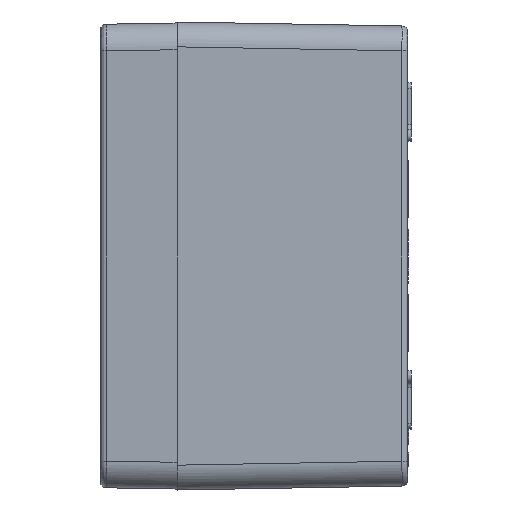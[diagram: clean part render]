
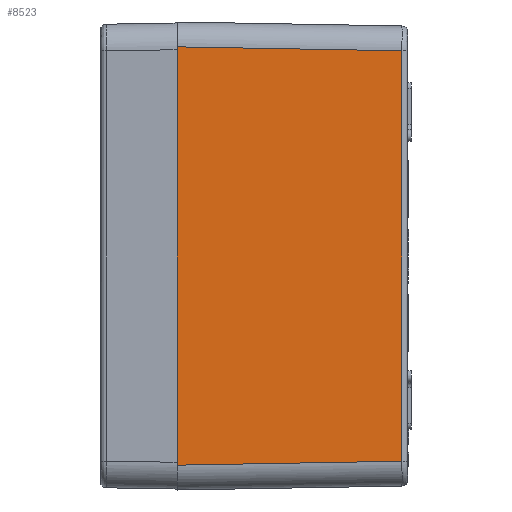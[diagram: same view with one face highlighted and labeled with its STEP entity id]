
A CAD part, left-side view. The second image highlights one B-rep face of the part: STEP entity #8523.
In plain terms, the highlighted planar face has unit normal (-1, -0.018, 0).
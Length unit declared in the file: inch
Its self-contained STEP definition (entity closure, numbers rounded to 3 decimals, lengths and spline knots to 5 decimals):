
#162 = ORIENTED_EDGE ( 'NONE', *, *, #21771, .F. ) ;
#514 = DIRECTION ( 'NONE',  ( -0.017, 1., 0.017 ) ) ;
#1054 = LINE ( 'NONE', #16995, #26419 ) ;
#1215 = EDGE_CURVE ( 'NONE', #30560, #8132, #14430, .T. ) ;
#1426 = VERTEX_POINT ( 'NONE', #34462 ) ;
#4834 = AXIS2_PLACEMENT_3D ( 'NONE', #23865, #26593, #26957 ) ;
#5432 = ORIENTED_EDGE ( 'NONE', *, *, #34699, .T. ) ;
#7430 = CARTESIAN_POINT ( 'NONE',  ( -7.04337, -1.17686, -2.11316 ) ) ;
#7734 = CARTESIAN_POINT ( 'NONE',  ( -7.08379, 1.13913, 2.15358 ) ) ;
#8132 = VERTEX_POINT ( 'NONE', #7430 ) ;
#8186 = CARTESIAN_POINT ( 'NONE',  ( -7.08379, 1.13913, -2.15358 ) ) ;
#8523 = ADVANCED_FACE ( 'NONE', ( #12816 ), #34937, .T. ) ;
#8788 = DIRECTION ( 'NONE',  ( 0., 0., -1. ) ) ;
#9622 = VERTEX_POINT ( 'NONE', #7734 ) ;
#11283 = DIRECTION ( 'NONE',  ( 0.017, -1., 0.017 ) ) ;
#12434 = B_SPLINE_CURVE_WITH_KNOTS ( 'NONE', 1,
 ( #34565, #26226 ),
 .UNSPECIFIED., .F., .F.,
 ( 2, 2 ),
 ( 0., 1. ),
 .UNSPECIFIED. ) ;
#12816 = FACE_OUTER_BOUND ( 'NONE', #33701, .T. ) ;
#14371 = LINE ( 'NONE', #8186, #22032 ) ;
#14430 = LINE ( 'NONE', #23119, #34726 ) ;
#14782 = CARTESIAN_POINT ( 'NONE',  ( -7.04337, -1.17686, 2.11316 ) ) ;
#16261 = EDGE_CURVE ( 'NONE', #1426, #8132, #14371, .T. ) ;
#16995 = CARTESIAN_POINT ( 'NONE',  ( -7.04337, -1.17686, 2.11316 ) ) ;
#20466 = ORIENTED_EDGE ( 'NONE', *, *, #16261, .T. ) ;
#21771 = EDGE_CURVE ( 'NONE', #1426, #9622, #12434, .T. ) ;
#22032 = VECTOR ( 'NONE', #11283, 39.37008 ) ;
#23119 = CARTESIAN_POINT ( 'NONE',  ( -7.04337, -1.17686, -1.20472 ) ) ;
#23865 = CARTESIAN_POINT ( 'NONE',  ( -7.08379, 1.13913, -2.40945 ) ) ;
#26226 = CARTESIAN_POINT ( 'NONE',  ( -7.08379, 1.13913, 2.15358 ) ) ;
#26419 = VECTOR ( 'NONE', #514, 39.37008 ) ;
#26593 = DIRECTION ( 'NONE',  ( -1., -0.017, 0. ) ) ;
#26957 = DIRECTION ( 'NONE',  ( 0.017, -1., 0. ) ) ;
#30560 = VERTEX_POINT ( 'NONE', #14782 ) ;
#33155 = ORIENTED_EDGE ( 'NONE', *, *, #1215, .F. ) ;
#33701 = EDGE_LOOP ( 'NONE', ( #5432, #162, #20466, #33155 ) ) ;
#34462 = CARTESIAN_POINT ( 'NONE',  ( -7.08379, 1.13913, -2.15358 ) ) ;
#34565 = CARTESIAN_POINT ( 'NONE',  ( -7.08379, 1.13913, -2.15358 ) ) ;
#34699 = EDGE_CURVE ( 'NONE', #30560, #9622, #1054, .T. ) ;
#34726 = VECTOR ( 'NONE', #8788, 39.37008 ) ;
#34937 = PLANE ( 'NONE',  #4834 ) ;
